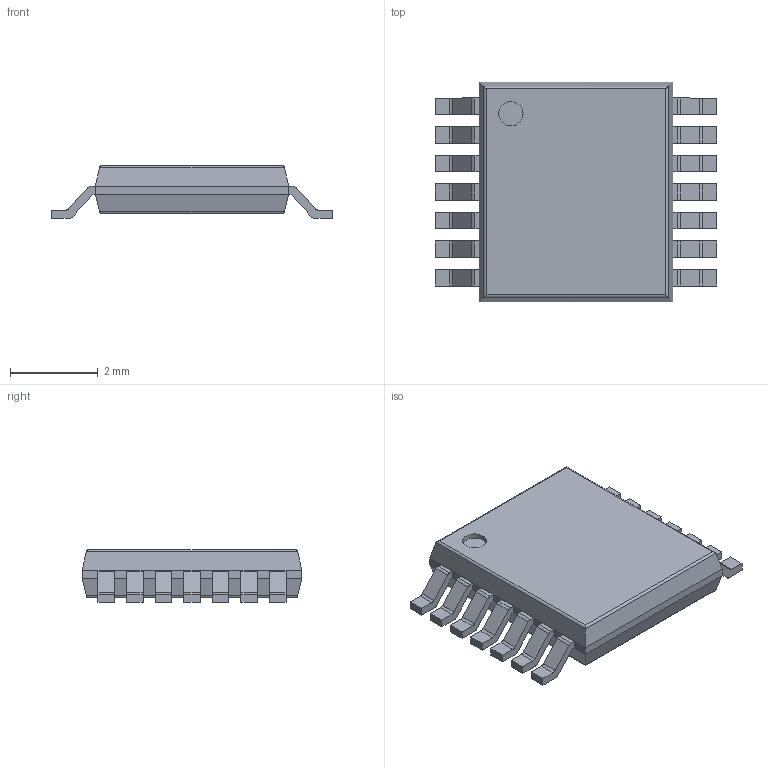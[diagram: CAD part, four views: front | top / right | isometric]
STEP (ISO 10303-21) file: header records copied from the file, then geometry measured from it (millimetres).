
FILE_DESCRIPTION(('FreeCAD Model'),'2;1');
FILE_NAME('458868.2.1.stp','2020-04-08T20:35:59',( 'Author'),(''),'Open CASCADE STEP processor 6.9','FreeCAD','Unknown' );
FILE_SCHEMA(('AUTOMOTIVE_DESIGN { 1 0 10303 214 1 1 1 1 }'));
Length unit declared in the file: millimetre
Products named in the file (3): ASSEMBLY; Body; PinsArrayLR
Assembly tree (2 placements, depth 2):
  ASSEMBLY
    Body
    PinsArrayLR
Bounding box: 6.4 x 5 x 1.2 mm (x, y, z)
Volume: 24.4 mm3; surface area: 81.8 mm2
Topology: 15 solids, 15 shells, 206 faces, 509 edges, 334 vertices
Faces by surface type: plane 155, cylinder 51
Full cylindrical faces by diameter (mm): 0.55 x1
Entity records: 13003 total; most frequent: CARTESIAN_POINT 2482, DIRECTION 1949, LINE 1299, VECTOR 1299, ORIENTED_EDGE 1018, PCURVE 1018, DEFINITIONAL_REPRESENTATION 1018, EDGE_CURVE 509
